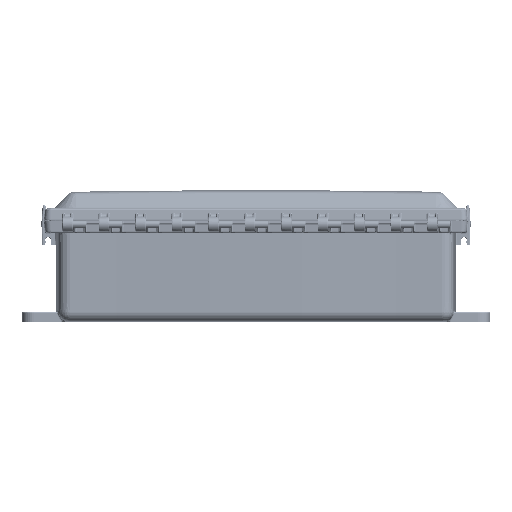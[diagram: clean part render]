
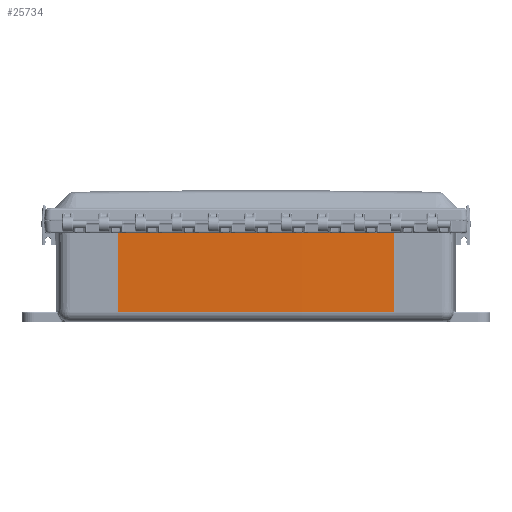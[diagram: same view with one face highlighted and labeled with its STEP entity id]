
A CAD part, top view. The second image highlights one B-rep face of the part: STEP entity #25734.
In plain terms, the highlighted conical face has half-angle 0.25 degrees and reference radius 4479.84 mm.
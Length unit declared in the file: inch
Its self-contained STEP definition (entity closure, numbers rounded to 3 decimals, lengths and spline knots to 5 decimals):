
#651 = ORIENTED_EDGE ( 'NONE', *, *, #41184, .T. ) ;
#2736 = DIRECTION ( 'NONE',  ( 0., -1., -0.004 ) ) ;
#12037 = DIRECTION ( 'NONE',  ( 0., -1., 0. ) ) ;
#12303 = ORIENTED_EDGE ( 'NONE', *, *, #145420, .F. ) ;
#25734 = ADVANCED_FACE ( 'NONE', ( #172702 ), #44467, .T. ) ;
#31357 = AXIS2_PLACEMENT_3D ( 'NONE', #211143, #86294, #169986 ) ;
#39911 = CARTESIAN_POINT ( 'NONE',  ( 5.66969, -3.7517, 7.12622 ) ) ;
#41184 = EDGE_CURVE ( 'NONE', #233565, #194041, #248301, .T. ) ;
#41635 = LINE ( 'NONE', #188398, #108818 ) ;
#42547 = CARTESIAN_POINT ( 'NONE',  ( -5.67018, -0.20472, 7.14169 ) ) ;
#44467 = CONICAL_SURFACE ( 'NONE', #31357, 176.37158, 0.004 ) ;
#50208 = CARTESIAN_POINT ( 'NONE',  ( -5.67018, -0.20472, 7.14169 ) ) ;
#53584 = EDGE_CURVE ( 'NONE', #57857, #194041, #231386, .T. ) ;
#54543 = DIRECTION ( 'NONE',  ( 0.032, 0., 0.999 ) ) ;
#57751 = CARTESIAN_POINT ( 'NONE',  ( -5.66969, -3.7517, 7.12622 ) ) ;
#57857 = VERTEX_POINT ( 'NONE', #39911 ) ;
#70391 = VERTEX_POINT ( 'NONE', #169218 ) ;
#84097 = DIRECTION ( 'NONE',  ( 0., -1., -0.004 ) ) ;
#86294 = DIRECTION ( 'NONE',  ( 0., 1., 0. ) ) ;
#108818 = VECTOR ( 'NONE', #84097, 39.37008 ) ;
#113918 = EDGE_LOOP ( 'NONE', ( #117114, #12303, #203596, #651 ) ) ;
#117114 = ORIENTED_EDGE ( 'NONE', *, *, #53584, .F. ) ;
#127801 = CIRCLE ( 'NONE', #162913, 176.37932 ) ;
#145420 = EDGE_CURVE ( 'NONE', #70391, #57857, #41635, .T. ) ;
#148553 = DIRECTION ( 'NONE',  ( 0.032, 0., 0.999 ) ) ;
#152608 = DIRECTION ( 'NONE',  ( 0., -1., 0. ) ) ;
#162913 = AXIS2_PLACEMENT_3D ( 'NONE', #169161, #152608, #148553 ) ;
#169161 = CARTESIAN_POINT ( 'NONE',  ( 0., -0.20472, -169.14646 ) ) ;
#169218 = CARTESIAN_POINT ( 'NONE',  ( 5.67018, -0.20472, 7.14169 ) ) ;
#169986 = DIRECTION ( 'NONE',  ( 1., 0., 0. ) ) ;
#172702 = FACE_OUTER_BOUND ( 'NONE', #113918, .T. ) ;
#188398 = CARTESIAN_POINT ( 'NONE',  ( 5.67018, -0.20472, 7.14169 ) ) ;
#194041 = VERTEX_POINT ( 'NONE', #57751 ) ;
#197273 = CARTESIAN_POINT ( 'NONE',  ( 0., -3.7517, -169.14646 ) ) ;
#203596 = ORIENTED_EDGE ( 'NONE', *, *, #225058, .T. ) ;
#211143 = CARTESIAN_POINT ( 'NONE',  ( 0., -1.97821, -169.14646 ) ) ;
#213755 = AXIS2_PLACEMENT_3D ( 'NONE', #197273, #12037, #54543 ) ;
#225058 = EDGE_CURVE ( 'NONE', #70391, #233565, #127801, .T. ) ;
#226552 = VECTOR ( 'NONE', #2736, 39.37008 ) ;
#231386 = CIRCLE ( 'NONE', #213755, 176.36384 ) ;
#233565 = VERTEX_POINT ( 'NONE', #50208 ) ;
#248301 = LINE ( 'NONE', #42547, #226552 ) ;
